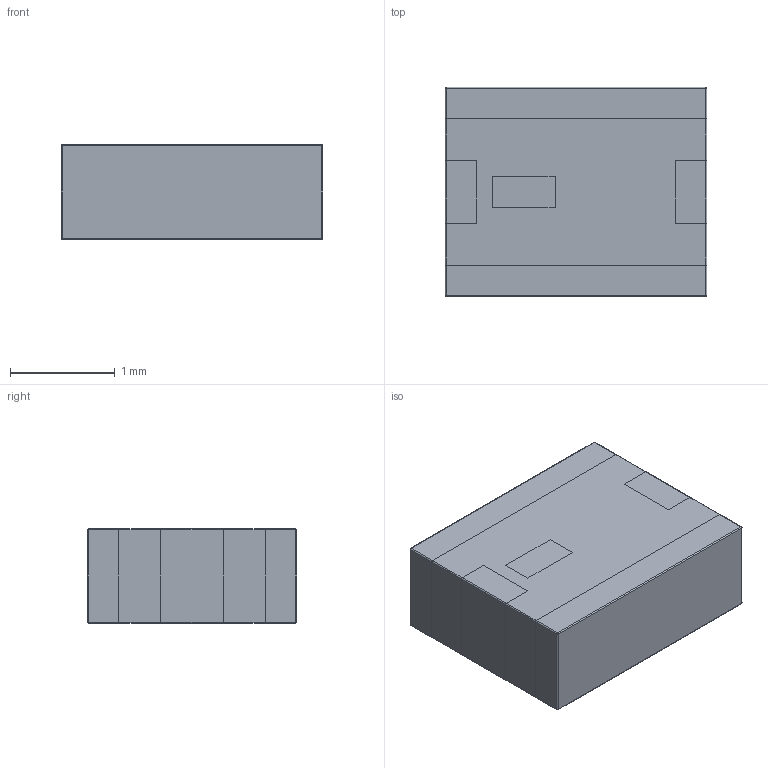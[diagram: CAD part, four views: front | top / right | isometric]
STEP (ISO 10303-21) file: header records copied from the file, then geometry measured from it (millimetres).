
FILE_DESCRIPTION( ( 'Unknown' ), '1' );
FILE_NAME( '748351124.stp', 'Unknown', ( 'Unknown' ), ( 'Unknown' ), 'XStep 1.0', 'Unknown', ' ' );
FILE_SCHEMA( ( 'automotive_design' ) );
Length unit declared in the file: millimetre
Products named in the file (7): Assem1; Kern; Pin
Bounding box: 2.5 x 2 x 0.9 mm (x, y, z)
Surface area: 69.1 mm2
Topology: 12 solids, 12 shells, 168 faces, 400 edges, 240 vertices
Faces by surface type: plane 96, cylinder 56, sphere 16
Entity records: 2672 total; most frequent: DIRECTION 430, CARTESIAN_POINT 403, ORIENTED_EDGE 384, EDGE_CURVE 192, AXIS2_PLACEMENT_3D 147, LINE 136, VECTOR 136, VERTEX_POINT 120
